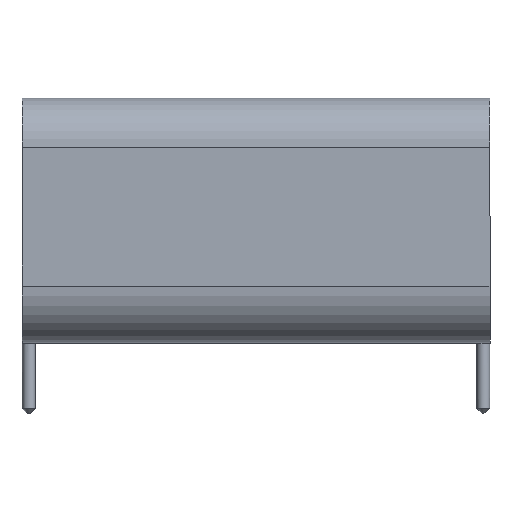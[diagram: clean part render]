
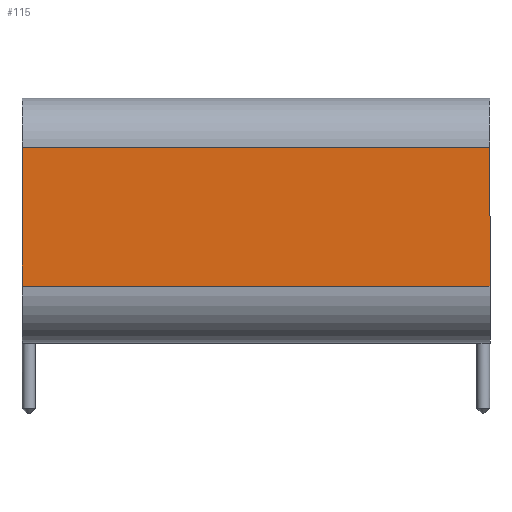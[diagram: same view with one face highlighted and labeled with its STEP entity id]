
A CAD part, top view. The second image highlights one B-rep face of the part: STEP entity #115.
In plain terms, the highlighted planar face has unit normal (0, 0, 1).
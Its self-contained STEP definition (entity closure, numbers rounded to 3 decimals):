
#3 = ORIENTED_EDGE ( 'NONE', *, *, #51, .T. ) ;
#26 = PLANE ( 'NONE',  #690 ) ;
#30 = CARTESIAN_POINT ( 'NONE',  ( 17.899, 20.032, 7.4 ) ) ;
#33 = LINE ( 'NONE', #35, #895 ) ;
#35 = CARTESIAN_POINT ( 'NONE',  ( -10.761, 23.032, 7.4 ) ) ;
#50 = DIRECTION ( 'NONE',  ( 1., 0., 0. ) ) ;
#51 = EDGE_CURVE ( 'NONE', #745, #736, #87, .T. ) ;
#66 = CARTESIAN_POINT ( 'NONE',  ( 17.899, 23.032, 7.4 ) ) ;
#71 = VERTEX_POINT ( 'NONE', #825 ) ;
#87 = LINE ( 'NONE', #272, #501 ) ;
#115 = ADVANCED_FACE ( 'NONE', ( #495 ), #26, .F. ) ;
#126 = DIRECTION ( 'NONE',  ( 0., -1., 0. ) ) ;
#148 = VERTEX_POINT ( 'NONE', #377 ) ;
#202 = LINE ( 'NONE', #66, #1029 ) ;
#248 = DIRECTION ( 'NONE',  ( 0., 0., -1. ) ) ;
#272 = CARTESIAN_POINT ( 'NONE',  ( 17.899, 20.032, 7.4 ) ) ;
#345 = LINE ( 'NONE', #874, #601 ) ;
#377 = CARTESIAN_POINT ( 'NONE',  ( 17.899, 11.532, 7.4 ) ) ;
#479 = ORIENTED_EDGE ( 'NONE', *, *, #588, .T. ) ;
#495 = FACE_OUTER_BOUND ( 'NONE', #780, .T. ) ;
#501 = VECTOR ( 'NONE', #658, 1000. ) ;
#567 = DIRECTION ( 'NONE',  ( 0., 1., 0. ) ) ;
#588 = EDGE_CURVE ( 'NONE', #148, #745, #202, .T. ) ;
#601 = VECTOR ( 'NONE', #50, 1000. ) ;
#658 = DIRECTION ( 'NONE',  ( -1., 0., 0. ) ) ;
#690 = AXIS2_PLACEMENT_3D ( 'NONE', #964, #248, #987 ) ;
#736 = VERTEX_POINT ( 'NONE', #1022 ) ;
#745 = VERTEX_POINT ( 'NONE', #30 ) ;
#750 = ORIENTED_EDGE ( 'NONE', *, *, #904, .T. ) ;
#761 = EDGE_CURVE ( 'NONE', #736, #71, #33, .T. ) ;
#780 = EDGE_LOOP ( 'NONE', ( #986, #750, #479, #3 ) ) ;
#825 = CARTESIAN_POINT ( 'NONE',  ( -10.761, 11.532, 7.4 ) ) ;
#874 = CARTESIAN_POINT ( 'NONE',  ( 17.899, 11.532, 7.4 ) ) ;
#895 = VECTOR ( 'NONE', #126, 1000. ) ;
#904 = EDGE_CURVE ( 'NONE', #71, #148, #345, .T. ) ;
#964 = CARTESIAN_POINT ( 'NONE',  ( 17.899, 8.032, 7.4 ) ) ;
#986 = ORIENTED_EDGE ( 'NONE', *, *, #761, .T. ) ;
#987 = DIRECTION ( 'NONE',  ( -1., 0., 0. ) ) ;
#1022 = CARTESIAN_POINT ( 'NONE',  ( -10.761, 20.032, 7.4 ) ) ;
#1029 = VECTOR ( 'NONE', #567, 1000. ) ;
